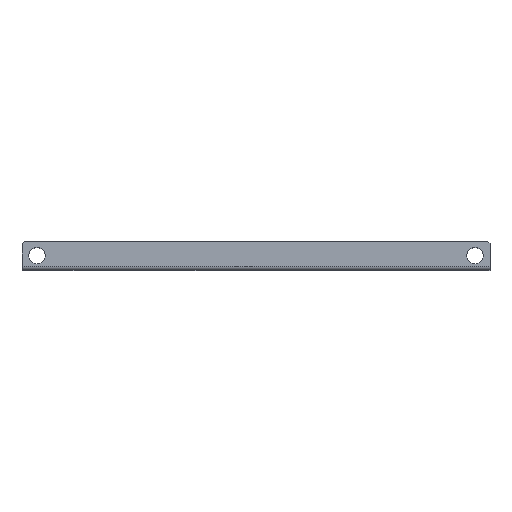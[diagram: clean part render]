
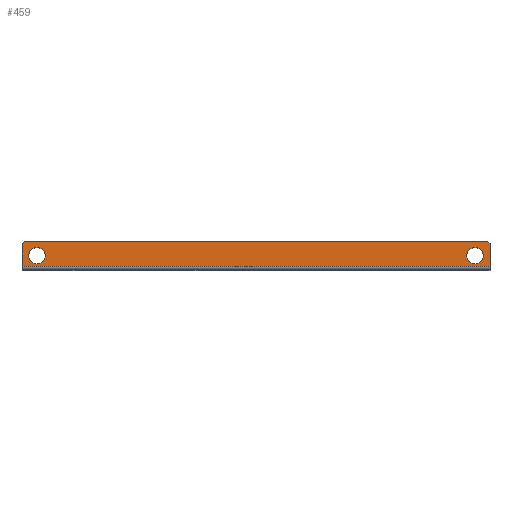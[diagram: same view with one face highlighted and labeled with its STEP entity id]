
A CAD part, top view. The second image highlights one B-rep face of the part: STEP entity #459.
In plain terms, the highlighted planar face has unit normal (0, 0, 1).
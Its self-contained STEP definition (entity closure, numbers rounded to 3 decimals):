
#459=ADVANCED_FACE('',(#956,#957,#958),#959,.F.);
#956=FACE_BOUND('',#1464,.T.);
#957=FACE_BOUND('',#1465,.T.);
#958=FACE_OUTER_BOUND('',#1466,.T.);
#959=PLANE('',#1467);
#1464=EDGE_LOOP('',(#2761,#2762));
#1465=EDGE_LOOP('',(#2763,#2764));
#1466=EDGE_LOOP('',(#2765,#2766,#2767,#2768,#2769,#2770));
#1467=AXIS2_PLACEMENT_3D('',#2771,#2772,#2773);
#2761=ORIENTED_EDGE('',*,*,#3372,.F.);
#2762=ORIENTED_EDGE('',*,*,#3374,.F.);
#2763=ORIENTED_EDGE('',*,*,#3367,.F.);
#2764=ORIENTED_EDGE('',*,*,#3377,.F.);
#2765=ORIENTED_EDGE('',*,*,#3549,.T.);
#2766=ORIENTED_EDGE('',*,*,#3550,.T.);
#2767=ORIENTED_EDGE('',*,*,#3463,.T.);
#2768=ORIENTED_EDGE('',*,*,#3545,.F.);
#2769=ORIENTED_EDGE('',*,*,#3456,.T.);
#2770=ORIENTED_EDGE('',*,*,#3551,.T.);
#2771=CARTESIAN_POINT('',(992.0,4.,578.768));
#2772=DIRECTION('',(0.,0.,-1.0));
#2773=DIRECTION('',(1.0,0.,0.0));
#3367=EDGE_CURVE('',#4135,#4131,#4137,.T.);
#3372=EDGE_CURVE('',#4144,#4140,#4146,.T.);
#3374=EDGE_CURVE('',#4140,#4144,#4148,.T.);
#3377=EDGE_CURVE('',#4131,#4135,#4151,.T.);
#3456=EDGE_CURVE('',#4269,#4267,#4270,.T.);
#3463=EDGE_CURVE('',#4282,#4280,#4283,.T.);
#3545=EDGE_CURVE('',#4269,#4280,#4411,.T.);
#3549=EDGE_CURVE('',#4415,#4416,#4417,.T.);
#3550=EDGE_CURVE('',#4416,#4282,#4418,.T.);
#3551=EDGE_CURVE('',#4267,#4415,#4419,.T.);
#4131=VERTEX_POINT('',#5185);
#4135=VERTEX_POINT('',#5190);
#4137=CIRCLE('',#5193,17.5);
#4140=VERTEX_POINT('',#5196);
#4144=VERTEX_POINT('',#5201);
#4146=CIRCLE('',#5204,17.5);
#4148=CIRCLE('',#5206,17.5);
#4151=CIRCLE('',#5209,17.5);
#4267=VERTEX_POINT('',#5361);
#4269=VERTEX_POINT('',#5364);
#4270=LINE('',#5365,#5366);
#4280=VERTEX_POINT('',#5379);
#4282=VERTEX_POINT('',#5381);
#4283=LINE('',#5382,#5383);
#4411=LINE('',#5583,#5584);
#4415=VERTEX_POINT('',#5589);
#4416=VERTEX_POINT('',#5590);
#4417=LINE('',#5591,#5592);
#4418=LINE('',#5593,#5594);
#4419=LINE('',#5595,#5596);
#5185=CARTESIAN_POINT('',(960.0,13.5,578.768));
#5190=CARTESIAN_POINT('',(960.0,48.5,578.768));
#5193=AXIS2_PLACEMENT_3D('',#6077,#6078,#6079);
#5196=CARTESIAN_POINT('',(32.0,13.5,578.768));
#5201=CARTESIAN_POINT('',(32.0,48.5,578.768));
#5204=AXIS2_PLACEMENT_3D('',#6085,#6086,#6087);
#5206=AXIS2_PLACEMENT_3D('',#6088,#6089,#6090);
#5209=AXIS2_PLACEMENT_3D('',#6094,#6095,#6096);
#5361=CARTESIAN_POINT('',(992.0,56.0,578.768));
#5364=CARTESIAN_POINT('',(992.0,8.,578.768));
#5365=CARTESIAN_POINT('',(992.0,61.0,578.768));
#5366=VECTOR('',#6200,1.0);
#5379=CARTESIAN_POINT('',(0.0,8.,578.768));
#5381=CARTESIAN_POINT('',(0.0,56.0,578.768));
#5382=CARTESIAN_POINT('',(0.0,4.,578.768));
#5383=VECTOR('',#6210,1.0);
#5583=CARTESIAN_POINT('',(992.0,8.,578.768));
#5584=VECTOR('',#6286,1.0);
#5589=CARTESIAN_POINT('',(987.0,61.0,578.768));
#5590=CARTESIAN_POINT('',(5.0,61.0,578.768));
#5591=CARTESIAN_POINT('',(0.0,61.0,578.768));
#5592=VECTOR('',#6288,1.0);
#5593=CARTESIAN_POINT('',(0.0,56.0,578.768));
#5594=VECTOR('',#6289,1.0);
#5595=CARTESIAN_POINT('',(987.0,61.0,578.768));
#5596=VECTOR('',#6290,1.0);
#6077=CARTESIAN_POINT('',(960.0,31.,578.768));
#6078=DIRECTION('',(0.,0.,1.0));
#6079=DIRECTION('',(0.0,1.0,0.));
#6085=CARTESIAN_POINT('',(32.0,31.0,578.768));
#6086=DIRECTION('',(0.,0.,1.0));
#6087=DIRECTION('',(0.0,1.0,0.));
#6088=CARTESIAN_POINT('',(32.0,31.0,578.768));
#6089=DIRECTION('',(0.,0.,1.0));
#6090=DIRECTION('',(0.0,1.0,0.));
#6094=CARTESIAN_POINT('',(960.0,31.,578.768));
#6095=DIRECTION('',(0.,0.,1.0));
#6096=DIRECTION('',(0.0,1.0,0.));
#6200=DIRECTION('',(0.0,1.0,0.));
#6210=DIRECTION('',(0.0,-1.0,0.));
#6286=DIRECTION('',(-1.0,0.,0.));
#6288=DIRECTION('',(-1.0,0.0,0.));
#6289=DIRECTION('',(-0.707,-0.707,0.));
#6290=DIRECTION('',(-0.707,0.707,0.));
